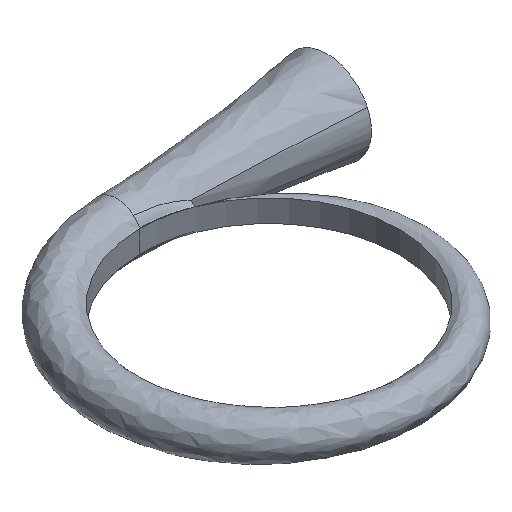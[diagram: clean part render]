
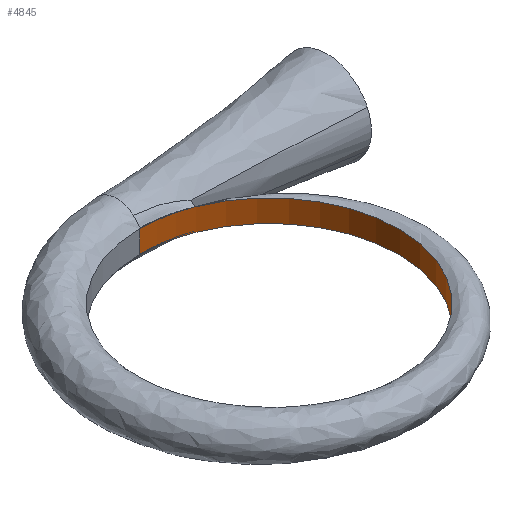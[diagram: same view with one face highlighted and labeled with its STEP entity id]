
A CAD part, isometric view. The second image highlights one B-rep face of the part: STEP entity #4845.
In plain terms, the highlighted cylindrical face has radius 22.047 mm (diameter 44.094 mm), a partial arc.
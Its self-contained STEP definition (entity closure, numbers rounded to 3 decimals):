
#24 = VERTEX_POINT('',#25);
#25 = CARTESIAN_POINT('',(8.045,20.527,5.632)
  );
#89 = VERTEX_POINT('',#90);
#90 = CARTESIAN_POINT('',(8.045,20.527,9.417)
  );
#110 = EDGE_CURVE('',#111,#89,#113,.T.);
#111 = VERTEX_POINT('',#112);
#112 = CARTESIAN_POINT('',(0.,-22.047,
    9.417));
#113 = CIRCLE('',#114,22.047);
#114 = AXIS2_PLACEMENT_3D('',#115,#116,#117);
#115 = CARTESIAN_POINT('',(0.,0.,9.417));
#116 = DIRECTION('',(0.,0.,1.));
#117 = DIRECTION('',(0.,1.,0.));
#120 = VERTEX_POINT('',#121);
#121 = CARTESIAN_POINT('',(0.,22.047,
    9.417));
#267 = VERTEX_POINT('',#268);
#268 = CARTESIAN_POINT('',(0.,22.047,
    5.632));
#314 = VERTEX_POINT('',#315);
#315 = CARTESIAN_POINT('',(0.,-22.047,
    5.632));
#322 = EDGE_CURVE('',#314,#24,#323,.T.);
#323 = CIRCLE('',#324,22.047);
#324 = AXIS2_PLACEMENT_3D('',#325,#326,#327);
#325 = CARTESIAN_POINT('',(0.,0.,5.632));
#326 = DIRECTION('',(0.,0.,1.));
#327 = DIRECTION('',(0.,1.,0.));
#3930 = EDGE_CURVE('',#24,#267,#3931,.T.);
#3931 = CIRCLE('',#3932,22.047);
#3932 = AXIS2_PLACEMENT_3D('',#3933,#3934,#3935);
#3933 = CARTESIAN_POINT('',(0.,0.,5.632));
#3934 = DIRECTION('',(0.,0.,1.));
#3935 = DIRECTION('',(0.,1.,0.));
#4549 = EDGE_CURVE('',#89,#120,#4550,.T.);
#4550 = CIRCLE('',#4551,22.047);
#4551 = AXIS2_PLACEMENT_3D('',#4552,#4553,#4554);
#4552 = CARTESIAN_POINT('',(0.,0.,9.417));
#4553 = DIRECTION('',(0.,0.,1.));
#4554 = DIRECTION('',(0.,1.,0.));
#4845 = ADVANCED_FACE('[Volute_1] Flow domain Inflow',(#4846),#4863,.F.
  );
#4846 = FACE_BOUND('',#4847,.T.);
#4847 = EDGE_LOOP('',(#4848,#4849,#4850,#4856,#4857,#4858));
#4848 = ORIENTED_EDGE('',*,*,#110,.T.);
#4849 = ORIENTED_EDGE('',*,*,#4549,.T.);
#4850 = ORIENTED_EDGE('',*,*,#4851,.T.);
#4851 = EDGE_CURVE('',#120,#267,#4852,.T.);
#4852 = LINE('',#4853,#4854);
#4853 = CARTESIAN_POINT('',(0.,22.047,
    9.417));
#4854 = VECTOR('',#4855,1.);
#4855 = DIRECTION('',(0.,0.,-1.));
#4856 = ORIENTED_EDGE('',*,*,#3930,.F.);
#4857 = ORIENTED_EDGE('',*,*,#322,.F.);
#4858 = ORIENTED_EDGE('',*,*,#4859,.F.);
#4859 = EDGE_CURVE('',#111,#314,#4860,.T.);
#4860 = B_SPLINE_CURVE_WITH_KNOTS('',1,(#4861,#4862),.UNSPECIFIED.,.F.,
  .F.,(2,2),(0.,3.785),.PIECEWISE_BEZIER_KNOTS.);
#4861 = CARTESIAN_POINT('',(0.,-22.047,
    9.417));
#4862 = CARTESIAN_POINT('',(0.,-22.047,
    5.632));
#4863 = CYLINDRICAL_SURFACE('',#4864,22.047);
#4864 = AXIS2_PLACEMENT_3D('',#4865,#4866,#4867);
#4865 = CARTESIAN_POINT('',(0.,0.,9.417));
#4866 = DIRECTION('',(-0.,-0.,-1.));
#4867 = DIRECTION('',(0.,1.,0.));
